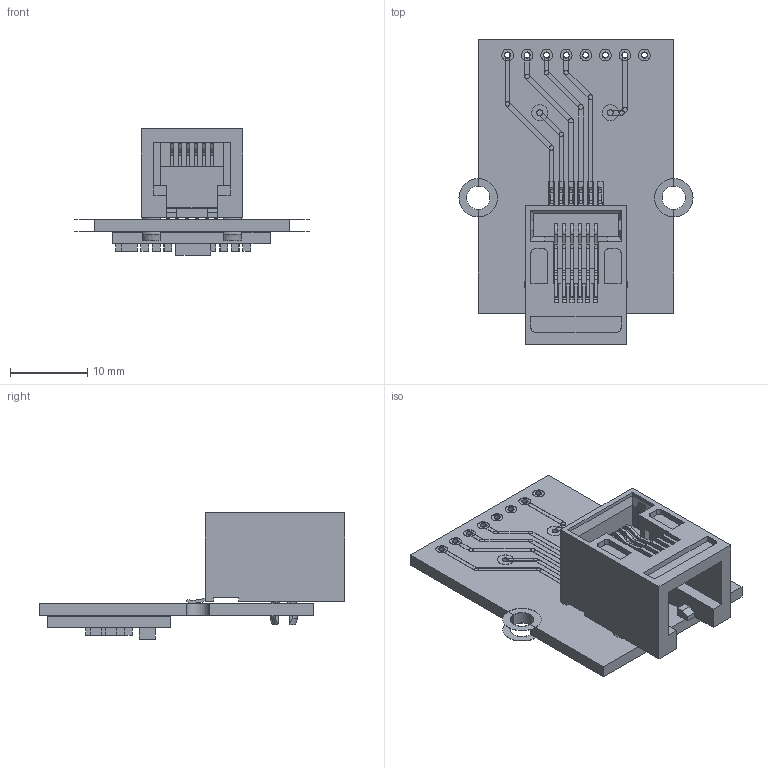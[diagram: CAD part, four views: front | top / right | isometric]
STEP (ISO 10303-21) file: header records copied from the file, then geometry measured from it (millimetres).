
FILE_DESCRIPTION(('KiCad electronic assembly'),'2;1');
FILE_NAME('PCB_accueil_MPU6050.step','2025-05-15T17:50:28',('Pcbnew'),( 'Kicad'),'Open CASCADE STEP processor 7.8','KiCad to STEP converter' ,'Unknown');
FILE_SCHEMA(('AUTOMOTIVE_DESIGN { 1 0 10303 214 1 1 1 1 }'));
Length unit declared in the file: millimetre
Products named in the file (73): PCB_accueil_MPU6050 1; 95501-6669; 955016669; MPU_6050; MPU 6050 v3; _autosave-PCB_accueil_STM_track_1; _autosave-PCB_accueil_STM_track_2; _autosave-PCB_accueil_STM_track_3; _autosave-PCB_accueil_STM_track_4; _autosave-PCB_accueil_STM_track_5; _autosave-PCB_accueil_STM_track_6; _autosave-PCB_accueil_STM_track_7; _autosave-PCB_accueil_STM_track_8; _autosave-PCB_accueil_STM_track_9; _autosave-PCB_accueil_STM_track_10; _autosave-PCB_accueil_STM_track_11; _autosave-PCB_accueil_STM_track_12; _autosave-PCB_accueil_STM_track_13; _autosave-PCB_accueil_STM_track_14; _autosave-PCB_accueil_STM_track_15; _autosave-PCB_accueil_STM_track_16; _autosave-PCB_accueil_STM_track_17; _autosave-PCB_accueil_STM_track_18; _autosave-PCB_accueil_STM_track_19; _autosave-PCB_accueil_STM_track_20; _autosave-PCB_accueil_STM_track_21; _autosave-PCB_accueil_STM_track_22; _autosave-PCB_accueil_STM_track_23; _autosave-PCB_accueil_STM_pad_1; _autosave-PCB_accueil_STM_pad_2; _autosave-PCB_accueil_STM_pad_3; _autosave-PCB_accueil_STM_pad_4; _autosave-PCB_accueil_STM_pad_5; _autosave-PCB_accueil_STM_pad_6; _autosave-PCB_accueil_STM_pad_7; _autosave-PCB_accueil_STM_pad_8; _autosave-PCB_accueil_STM_pad_9; _autosave-PCB_accueil_STM_pad_10; _autosave-PCB_accueil_STM_pad_11; _autosave-PCB_accueil_STM_pad_12 ...
Assembly tree (72 placements, depth 3):
  PCB_accueil_MPU6050 1
    95501-6669
      955016669
    MPU_6050
      MPU 6050 v3
    _autosave-PCB_accueil_STM_track_1
    _autosave-PCB_accueil_STM_track_2
    _autosave-PCB_accueil_STM_track_3
    _autosave-PCB_accueil_STM_track_4
    _autosave-PCB_accueil_STM_track_5
    _autosave-PCB_accueil_STM_track_6
    _autosave-PCB_accueil_STM_track_7
    _autosave-PCB_accueil_STM_track_8
    _autosave-PCB_accueil_STM_track_9
    _autosave-PCB_accueil_STM_track_10
    _autosave-PCB_accueil_STM_track_11
    _autosave-PCB_accueil_STM_track_12
    _autosave-PCB_accueil_STM_track_13
    _autosave-PCB_accueil_STM_track_14
    _autosave-PCB_accueil_STM_track_15
    _autosave-PCB_accueil_STM_track_16
    _autosave-PCB_accueil_STM_track_17
    _autosave-PCB_accueil_STM_track_18
    _autosave-PCB_accueil_STM_track_19
    _autosave-PCB_accueil_STM_track_20
    _autosave-PCB_accueil_STM_track_21
    _autosave-PCB_accueil_STM_track_22
    _autosave-PCB_accueil_STM_track_23
    _autosave-PCB_accueil_STM_pad_1
    _autosave-PCB_accueil_STM_pad_2
    _autosave-PCB_accueil_STM_pad_3
    _autosave-PCB_accueil_STM_pad_4
    _autosave-PCB_accueil_STM_pad_5
    _autosave-PCB_accueil_STM_pad_6
    _autosave-PCB_accueil_STM_pad_7
    _autosave-PCB_accueil_STM_pad_8
    _autosave-PCB_accueil_STM_pad_9
    _autosave-PCB_accueil_STM_pad_10
    _autosave-PCB_accueil_STM_pad_11
    _autosave-PCB_accueil_STM_pad_12
    _autosave-PCB_accueil_STM_pad_13
    _autosave-PCB_accueil_STM_pad_14
    _autosave-PCB_accueil_STM_pad_15
    _autosave-PCB_accueil_STM_pad_16
    _autosave-PCB_accueil_STM_pad_17
    _autosave-PCB_accueil_STM_pad_18
    _autosave-PCB_accueil_STM_pad_19
    _autosave-PCB_accueil_STM_pad_20
    _autosave-PCB_accueil_STM_pad_21
    _autosave-PCB_accueil_STM_pad_22
    _autosave-PCB_accueil_STM_pad_23
    _autosave-PCB_accueil_STM_pad_24
    _autosave-PCB_accueil_STM_pad_25
    _autosave-PCB_accueil_STM_pad_26
    _autosave-PCB_accueil_STM_pad_27
    _autosave-PCB_accueil_STM_pad_28
    _autosave-PCB_accueil_STM_pad_29
    _autosave-PCB_accueil_STM_pad_30
    _autosave-PCB_accueil_STM_pad_31
    _autosave-PCB_accueil_STM_pad_32
Bounding box: 30.4 x 39.62 x 16.4 mm (x, y, z)
Volume: 3232.1 mm3; surface area: 5839 mm2
Topology: 94 solids, 94 shells, 1016 faces, 2474 edges, 1682 vertices
Faces by surface type: plane 748, cylinder 264, cone 4
Full cylindrical faces by diameter (mm): 0.75 x30, 0.8 x20, 1 x8, 1.5 x14, 1.524 x16, 2.1 x4, 3 x2, 3.05 x4, 3.25 x2, 3.5 x4, 5 x4
Entity records: 31594 total; most frequent: CARTESIAN_POINT 5301, DIRECTION 5176, ORIENTED_EDGE 4888, EDGE_CURVE 2444, LINE 1926, VECTOR 1926, AXIS2_PLACEMENT_3D 1625, VERTEX_POINT 1622
